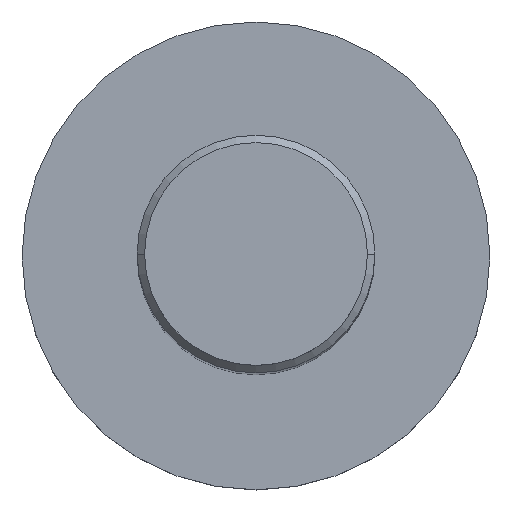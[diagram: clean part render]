
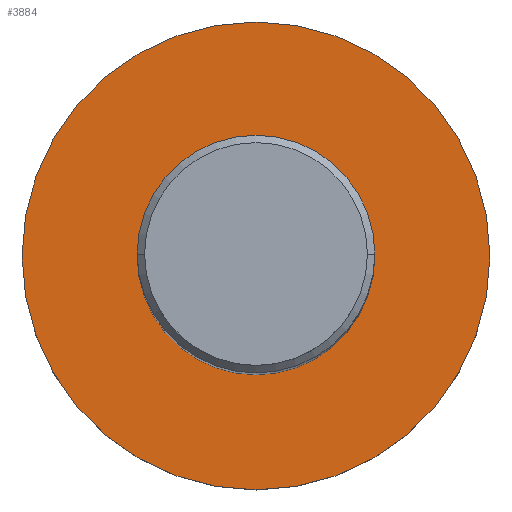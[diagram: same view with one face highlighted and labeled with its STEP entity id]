
A CAD part, top view. The second image highlights one B-rep face of the part: STEP entity #3884.
In plain terms, the highlighted planar face has unit normal (0, 0, 1).
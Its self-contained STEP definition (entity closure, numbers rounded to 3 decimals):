
#83 = CARTESIAN_POINT ( 'NONE',  ( 31.5, 0., 30. ) ) ;
#128 = CARTESIAN_POINT ( 'NONE',  ( 16., 0., 30. ) ) ;
#213 = AXIS2_PLACEMENT_3D ( 'NONE', #3122, #1665, #3777 ) ;
#555 = EDGE_LOOP ( 'NONE', ( #1883, #4050 ) ) ;
#613 = AXIS2_PLACEMENT_3D ( 'NONE', #4279, #2838, #2892 ) ;
#867 = DIRECTION ( 'NONE',  ( 1., 0., 0. ) ) ;
#904 = CARTESIAN_POINT ( 'NONE',  ( 0., 16., 30. ) ) ;
#954 = FACE_BOUND ( 'NONE', #1878, .T. ) ;
#1012 = EDGE_CURVE ( 'NONE', #2570, #3821, #4085, .T. ) ;
#1111 = EDGE_CURVE ( 'NONE', #3821, #2570, #1148, .T. ) ;
#1148 = CIRCLE ( 'NONE', #1575, 31.5 ) ;
#1511 = FACE_OUTER_BOUND ( 'NONE', #555, .T. ) ;
#1572 = AXIS2_PLACEMENT_3D ( 'NONE', #904, #2701, #867 ) ;
#1575 = AXIS2_PLACEMENT_3D ( 'NONE', #1813, #3641, #2539 ) ;
#1665 = DIRECTION ( 'NONE',  ( 0., 0., -1. ) ) ;
#1813 = CARTESIAN_POINT ( 'NONE',  ( 0., 0., 30. ) ) ;
#1878 = EDGE_LOOP ( 'NONE', ( #3292, #2735 ) ) ;
#1883 = ORIENTED_EDGE ( 'NONE', *, *, #1012, .F. ) ;
#1926 = VERTEX_POINT ( 'NONE', #4541 ) ;
#2023 = AXIS2_PLACEMENT_3D ( 'NONE', #2196, #2179, #2212 ) ;
#2091 = CIRCLE ( 'NONE', #2023, 16. ) ;
#2179 = DIRECTION ( 'NONE',  ( 0., 0., -1. ) ) ;
#2196 = CARTESIAN_POINT ( 'NONE',  ( 0., 0., 30. ) ) ;
#2212 = DIRECTION ( 'NONE',  ( -1., 0., 0. ) ) ;
#2229 = EDGE_CURVE ( 'NONE', #2714, #1926, #2091, .T. ) ;
#2539 = DIRECTION ( 'NONE',  ( -1., 0., 0. ) ) ;
#2570 = VERTEX_POINT ( 'NONE', #3070 ) ;
#2701 = DIRECTION ( 'NONE',  ( 0., 0., 1. ) ) ;
#2714 = VERTEX_POINT ( 'NONE', #128 ) ;
#2735 = ORIENTED_EDGE ( 'NONE', *, *, #2229, .T. ) ;
#2838 = DIRECTION ( 'NONE',  ( 0., 0., -1. ) ) ;
#2892 = DIRECTION ( 'NONE',  ( -1., 0., 0. ) ) ;
#3070 = CARTESIAN_POINT ( 'NONE',  ( -31.5, 0., 30. ) ) ;
#3122 = CARTESIAN_POINT ( 'NONE',  ( 0., 0., 30. ) ) ;
#3292 = ORIENTED_EDGE ( 'NONE', *, *, #3540, .T. ) ;
#3361 = PLANE ( 'NONE',  #1572 ) ;
#3431 = CIRCLE ( 'NONE', #613, 16. ) ;
#3540 = EDGE_CURVE ( 'NONE', #1926, #2714, #3431, .T. ) ;
#3641 = DIRECTION ( 'NONE',  ( 0., 0., -1. ) ) ;
#3777 = DIRECTION ( 'NONE',  ( -1., 0., 0. ) ) ;
#3821 = VERTEX_POINT ( 'NONE', #83 ) ;
#3884 = ADVANCED_FACE ( 'NONE', ( #954, #1511 ), #3361, .T. ) ;
#4050 = ORIENTED_EDGE ( 'NONE', *, *, #1111, .F. ) ;
#4085 = CIRCLE ( 'NONE', #213, 31.5 ) ;
#4279 = CARTESIAN_POINT ( 'NONE',  ( 0., 0., 30. ) ) ;
#4541 = CARTESIAN_POINT ( 'NONE',  ( -16., 0., 30. ) ) ;
